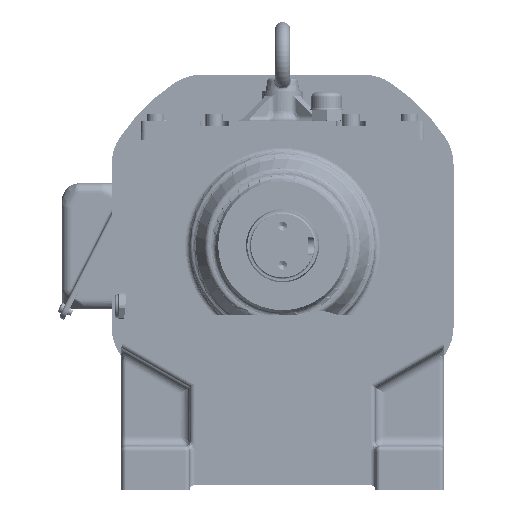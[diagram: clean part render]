
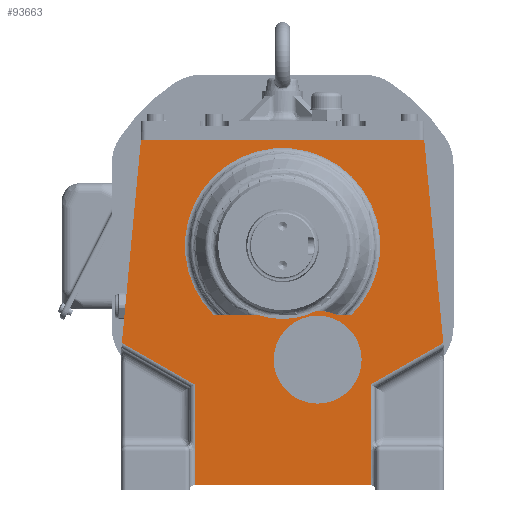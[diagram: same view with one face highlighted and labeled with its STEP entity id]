
A CAD part, front view. The second image highlights one B-rep face of the part: STEP entity #93663.
In plain terms, the highlighted planar face has unit normal (0, -1, 0).
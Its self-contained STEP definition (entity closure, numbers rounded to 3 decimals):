
#9043=CIRCLE('',#124602,45.);
#9044=CIRCLE('',#124604,50.);
#9045=CIRCLE('',#124605,75.032);
#9046=CIRCLE('',#124606,100.);
#34472=ORIENTED_EDGE('',*,*,#49361,.T.);
#34473=ORIENTED_EDGE('',*,*,#49362,.F.);
#34474=ORIENTED_EDGE('',*,*,#49363,.T.);
#34475=ORIENTED_EDGE('',*,*,#49364,.T.);
#34476=ORIENTED_EDGE('',*,*,#49365,.T.);
#34477=ORIENTED_EDGE('',*,*,#49315,.F.);
#34478=ORIENTED_EDGE('',*,*,#49359,.F.);
#34479=ORIENTED_EDGE('',*,*,#47527,.F.);
#34480=ORIENTED_EDGE('',*,*,#49366,.F.);
#34481=ORIENTED_EDGE('',*,*,#49303,.F.);
#34482=ORIENTED_EDGE('',*,*,#49367,.T.);
#34483=ORIENTED_EDGE('',*,*,#49368,.T.);
#34484=ORIENTED_EDGE('',*,*,#49360,.T.);
#34485=ORIENTED_EDGE('',*,*,#49369,.F.);
#34486=ORIENTED_EDGE('',*,*,#49370,.T.);
#34487=ORIENTED_EDGE('',*,*,#49371,.T.);
#34488=ORIENTED_EDGE('',*,*,#49372,.T.);
#34489=ORIENTED_EDGE('',*,*,#49373,.T.);
#47527=EDGE_CURVE('',#57334,#57335,#65221,.T.);
#49303=EDGE_CURVE('',#58485,#58486,#66108,.T.);
#49315=EDGE_CURVE('',#58493,#58494,#66118,.T.);
#49359=EDGE_CURVE('',#57335,#58493,#66143,.T.);
#49360=EDGE_CURVE('',#58526,#58526,#9043,.F.);
#49361=EDGE_CURVE('',#58527,#58528,#66144,.F.);
#49362=EDGE_CURVE('',#58529,#58528,#66145,.T.);
#49363=EDGE_CURVE('',#58529,#58530,#66146,.F.);
#49364=EDGE_CURVE('',#58530,#58531,#66147,.F.);
#49365=EDGE_CURVE('',#58531,#58494,#66148,.F.);
#49366=EDGE_CURVE('',#58486,#57334,#66149,.T.);
#49367=EDGE_CURVE('',#58485,#58532,#66150,.T.);
#49368=EDGE_CURVE('',#58532,#58527,#66151,.T.);
#49369=EDGE_CURVE('',#58533,#58534,#9044,.T.);
#49370=EDGE_CURVE('',#58533,#58535,#9045,.F.);
#49371=EDGE_CURVE('',#58535,#58536,#66152,.T.);
#49372=EDGE_CURVE('',#58536,#58537,#9046,.F.);
#49373=EDGE_CURVE('',#58537,#58534,#66153,.T.);
#57334=VERTEX_POINT('',#185440);
#57335=VERTEX_POINT('',#185442);
#58485=VERTEX_POINT('',#199426);
#58486=VERTEX_POINT('',#199428);
#58493=VERTEX_POINT('',#199456);
#58494=VERTEX_POINT('',#199458);
#58526=VERTEX_POINT('',#199603);
#58527=VERTEX_POINT('',#199606);
#58528=VERTEX_POINT('',#199607);
#58529=VERTEX_POINT('',#199609);
#58530=VERTEX_POINT('',#199611);
#58531=VERTEX_POINT('',#199613);
#58532=VERTEX_POINT('',#199617);
#58533=VERTEX_POINT('',#199620);
#58534=VERTEX_POINT('',#199621);
#58535=VERTEX_POINT('',#199623);
#58536=VERTEX_POINT('',#199625);
#58537=VERTEX_POINT('',#199627);
#65221=LINE('',#185441,#72502);
#66108=LINE('',#199427,#73389);
#66118=LINE('',#199457,#73399);
#66143=LINE('',#199600,#73424);
#66144=LINE('',#199605,#73425);
#66145=LINE('',#199608,#73426);
#66146=LINE('',#199610,#73427);
#66147=LINE('',#199612,#73428);
#66148=LINE('',#199614,#73429);
#66149=LINE('',#199615,#73430);
#66150=LINE('',#199616,#73431);
#66151=LINE('',#199618,#73432);
#66152=LINE('',#199624,#73433);
#66153=LINE('',#199628,#73434);
#72502=VECTOR('',#145873,1000.);
#73389=VECTOR('',#149336,1000.);
#73399=VECTOR('',#149352,1000.);
#73424=VECTOR('',#149433,1000.);
#73425=VECTOR('',#149440,1000.);
#73426=VECTOR('',#149441,1000.);
#73427=VECTOR('',#149442,1000.);
#73428=VECTOR('',#149443,1000.);
#73429=VECTOR('',#149444,1000.);
#73430=VECTOR('',#149445,1000.);
#73431=VECTOR('',#149446,1000.);
#73432=VECTOR('',#149447,1000.);
#73433=VECTOR('',#149452,1000.);
#73434=VECTOR('',#149455,1000.);
#79402=EDGE_LOOP('',(#34472,#34473,#34474,#34475,#34476,#34477,#34478,#34479,
#34480,#34481,#34482,#34483));
#79403=EDGE_LOOP('',(#34484));
#79404=EDGE_LOOP('',(#34485,#34486,#34487,#34488,#34489));
#85778=FACE_BOUND('',#79402,.T.);
#85779=FACE_BOUND('',#79403,.T.);
#85780=FACE_BOUND('',#79404,.T.);
#88698=PLANE('',#124603);
#93663=ADVANCED_FACE('',(#85778,#85779,#85780),#88698,.T.);
#124602=AXIS2_PLACEMENT_3D('',#199602,#149436,#149437);
#124603=AXIS2_PLACEMENT_3D('',#199604,#149438,#149439);
#124604=AXIS2_PLACEMENT_3D('',#199619,#149448,#149449);
#124605=AXIS2_PLACEMENT_3D('',#199622,#149450,#149451);
#124606=AXIS2_PLACEMENT_3D('',#199626,#149453,#149454);
#145873=DIRECTION('',(1.,0.,0.));
#149336=DIRECTION('',(0.093,0.,0.996));
#149352=DIRECTION('',(0.093,0.,-0.996));
#149433=DIRECTION('',(1.,0.,0.));
#149436=DIRECTION('',(0.,-1.,0.));
#149437=DIRECTION('',(0.,0.,-1.));
#149438=DIRECTION('',(0.,-1.,0.));
#149439=DIRECTION('',(0.,0.,-1.));
#149440=DIRECTION('',(0.,0.,1.));
#149441=DIRECTION('',(-1.,0.,0.));
#149442=DIRECTION('',(0.,0.,-1.));
#149443=DIRECTION('',(0.,0.,-1.));
#149444=DIRECTION('',(-0.868,0.,-0.496));
#149445=DIRECTION('',(1.,0.,0.));
#149446=DIRECTION('',(0.868,0.,-0.496));
#149447=DIRECTION('',(0.,0.,-1.));
#149448=DIRECTION('',(0.,1.,0.));
#149449=DIRECTION('',(1.,0.,0.));
#149450=DIRECTION('',(0.,-1.,0.));
#149451=DIRECTION('',(0.,0.,-1.));
#149452=DIRECTION('',(-1.,0.,0.));
#149453=DIRECTION('',(0.,-1.,0.));
#149454=DIRECTION('',(0.,0.,-1.));
#149455=DIRECTION('',(-1.,0.,0.));
#185440=CARTESIAN_POINT('',(-142.179,-262.,108.));
#185441=CARTESIAN_POINT('',(-145.,-262.,108.));
#185442=CARTESIAN_POINT('',(142.179,-262.,108.));
#199426=CARTESIAN_POINT('',(-164.487,-262.,-99.534));
#199427=CARTESIAN_POINT('',(-145.,-262.,108.));
#199428=CARTESIAN_POINT('',(-145.,-262.,108.));
#199456=CARTESIAN_POINT('',(145.,-262.,108.));
#199457=CARTESIAN_POINT('',(165.,-262.,-105.));
#199458=CARTESIAN_POINT('',(164.487,-262.,-99.534));
#199600=CARTESIAN_POINT('',(-145.,-262.,108.));
#199602=CARTESIAN_POINT('',(35.9,-262.,-116.6));
#199603=CARTESIAN_POINT('',(35.9,-262.,-161.6));
#199604=CARTESIAN_POINT('',(-131.53,-262.,91.));
#199605=CARTESIAN_POINT('',(-90.,-262.,-250.));
#199606=CARTESIAN_POINT('',(-90.,-262.,-210.));
#199607=CARTESIAN_POINT('',(-90.,-262.,-245.));
#199608=CARTESIAN_POINT('',(95.,-262.,-245.));
#199609=CARTESIAN_POINT('',(90.,-262.,-245.));
#199610=CARTESIAN_POINT('',(90.,-262.,-205.));
#199611=CARTESIAN_POINT('',(90.,-262.,-210.));
#199612=CARTESIAN_POINT('',(90.,-262.,-156.606));
#199613=CARTESIAN_POINT('',(90.,-262.,-142.098));
#199614=CARTESIAN_POINT('',(162.519,-262.,-100.659));
#199615=CARTESIAN_POINT('',(-145.,-262.,108.));
#199616=CARTESIAN_POINT('',(-221.719,-262.,-66.83));
#199617=CARTESIAN_POINT('',(-90.,-262.,-142.098));
#199618=CARTESIAN_POINT('',(-90.,-262.,91.));
#199619=CARTESIAN_POINT('',(35.9,-262.,-116.6));
#199620=CARTESIAN_POINT('',(34.521,-262.,-66.619));
#199621=CARTESIAN_POINT('',(56.41,-262.,-71.));
#199622=CARTESIAN_POINT('',(0.,-262.,0.));
#199623=CARTESIAN_POINT('',(-24.265,-262.,-71.));
#199624=CARTESIAN_POINT('',(63.119,-262.,-71.));
#199625=CARTESIAN_POINT('',(-70.42,-262.,-71.));
#199626=CARTESIAN_POINT('',(0.,-262.,0.));
#199627=CARTESIAN_POINT('',(70.42,-262.,-71.));
#199628=CARTESIAN_POINT('',(63.119,-262.,-71.));
